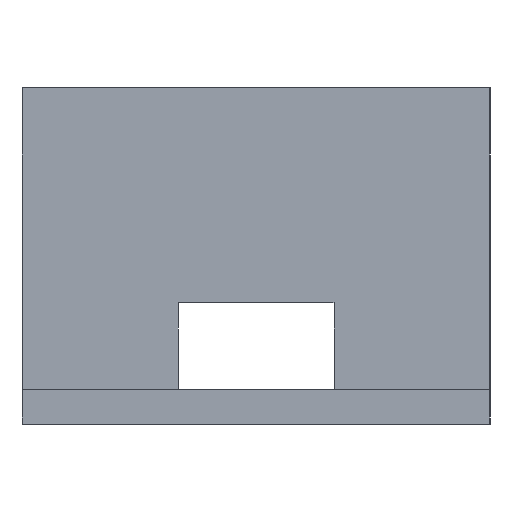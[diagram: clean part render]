
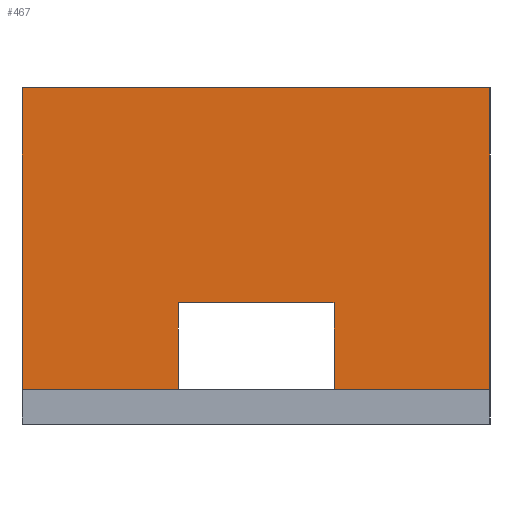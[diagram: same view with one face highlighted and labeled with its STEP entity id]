
A CAD part, left-side view. The second image highlights one B-rep face of the part: STEP entity #467.
In plain terms, the highlighted planar face has unit normal (-1, 0, 0).
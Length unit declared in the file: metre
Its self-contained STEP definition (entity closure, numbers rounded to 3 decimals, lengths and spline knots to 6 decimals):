
#32=ORIENTED_EDGE('',*,*,#159,.F.);
#33=ORIENTED_EDGE('',*,*,#160,.T.);
#34=ORIENTED_EDGE('',*,*,#161,.T.);
#35=ORIENTED_EDGE('',*,*,#162,.F.);
#36=ORIENTED_EDGE('',*,*,#163,.F.);
#37=ORIENTED_EDGE('',*,*,#156,.T.);
#38=ORIENTED_EDGE('',*,*,#149,.T.);
#39=ORIENTED_EDGE('',*,*,#164,.F.);
#149=EDGE_CURVE('',#214,#212,#257,.T.);
#156=EDGE_CURVE('',#220,#214,#264,.T.);
#159=EDGE_CURVE('',#222,#223,#267,.T.);
#160=EDGE_CURVE('',#222,#224,#268,.T.);
#161=EDGE_CURVE('',#224,#225,#269,.T.);
#162=EDGE_CURVE('',#226,#225,#270,.T.);
#163=EDGE_CURVE('',#220,#226,#271,.T.);
#164=EDGE_CURVE('',#223,#212,#272,.T.);
#212=VERTEX_POINT('',#677);
#214=VERTEX_POINT('',#680);
#220=VERTEX_POINT('',#694);
#222=VERTEX_POINT('',#700);
#223=VERTEX_POINT('',#701);
#224=VERTEX_POINT('',#703);
#225=VERTEX_POINT('',#705);
#226=VERTEX_POINT('',#707);
#257=LINE('',#679,#317);
#264=LINE('',#693,#324);
#267=LINE('',#699,#327);
#268=LINE('',#702,#328);
#269=LINE('',#704,#329);
#270=LINE('',#706,#330);
#271=LINE('',#708,#331);
#272=LINE('',#709,#332);
#317=VECTOR('',#553,1.);
#324=VECTOR('',#562,1.);
#327=VECTOR('',#567,1.);
#328=VECTOR('',#568,1.);
#329=VECTOR('',#569,1.);
#330=VECTOR('',#570,1.);
#331=VECTOR('',#571,1.);
#332=VECTOR('',#572,1.);
#378=EDGE_LOOP('',(#32,#33,#34,#35,#36,#37,#38,#39));
#410=FACE_BOUND('',#378,.T.);
#442=PLANE('',#518);
#467=ADVANCED_FACE('',(#410),#442,.F.);
#518=AXIS2_PLACEMENT_3D('',#698,#565,#566);
#553=DIRECTION('',(0.,-1.,0.));
#562=DIRECTION('',(0.,0.,-1.));
#565=DIRECTION('',(1.,0.,0.));
#566=DIRECTION('',(0.,0.,-1.));
#567=DIRECTION('',(0.,1.,0.));
#568=DIRECTION('',(0.,0.,-1.));
#569=DIRECTION('',(0.,-1.,0.));
#570=DIRECTION('',(0.,0.,-1.));
#571=DIRECTION('',(0.,-1.,0.));
#572=DIRECTION('',(0.,0.,-1.));
#677=CARTESIAN_POINT('',(-0.014351,-0.013114,0.));
#679=CARTESIAN_POINT('',(-0.014351,-0.017614,0.));
#680=CARTESIAN_POINT('',(-0.014351,-0.004114,0.));
#693=CARTESIAN_POINT('',(-0.014351,-0.004114,0.0174));
#694=CARTESIAN_POINT('',(-0.014351,-0.004114,0.0174));
#698=CARTESIAN_POINT('',(-0.014351,-0.017614,0.0174));
#699=CARTESIAN_POINT('',(-0.014351,-0.017614,0.005));
#700=CARTESIAN_POINT('',(-0.014351,-0.022114,0.005));
#701=CARTESIAN_POINT('',(-0.014351,-0.013114,0.005));
#702=CARTESIAN_POINT('',(-0.014351,-0.022114,0.0174));
#703=CARTESIAN_POINT('',(-0.014351,-0.022114,0.));
#704=CARTESIAN_POINT('',(-0.014351,-0.017614,0.));
#705=CARTESIAN_POINT('',(-0.014351,-0.031114,0.));
#706=CARTESIAN_POINT('',(-0.014351,-0.031114,0.0174));
#707=CARTESIAN_POINT('',(-0.014351,-0.031114,0.0174));
#708=CARTESIAN_POINT('',(-0.014351,-0.017614,0.0174));
#709=CARTESIAN_POINT('',(-0.014351,-0.013114,0.0174));
